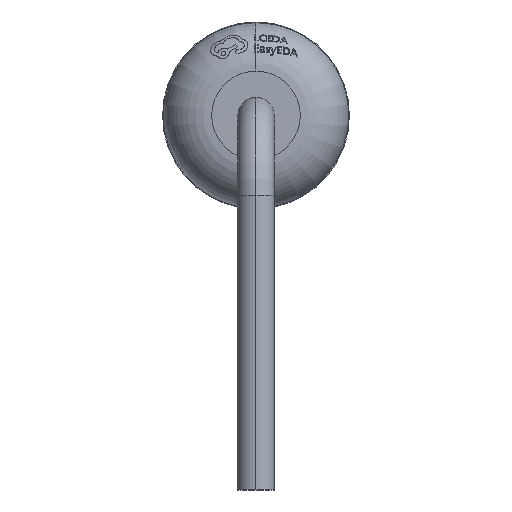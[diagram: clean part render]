
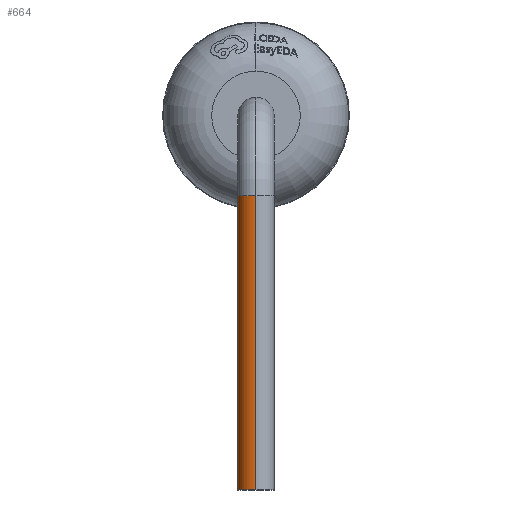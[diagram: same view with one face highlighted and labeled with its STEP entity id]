
A CAD part, left-side view. The second image highlights one B-rep face of the part: STEP entity #664.
In plain terms, the highlighted cylindrical face has radius 0.225 mm (diameter 0.45 mm), a partial arc.
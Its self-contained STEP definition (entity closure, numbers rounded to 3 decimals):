
#14 = CARTESIAN_POINT ( 'NONE',  ( -5.25, 0., 0.16 ) ) ;
#423 = EDGE_CURVE ( 'NONE', #4101, #671, #11727, .T. ) ;
#664 = ADVANCED_FACE ( 'NONE', ( #7747 ), #5030, .T. ) ;
#671 = VERTEX_POINT ( 'NONE', #9239 ) ;
#915 = DIRECTION ( 'NONE',  ( -1., 0., 0. ) ) ;
#1370 = CARTESIAN_POINT ( 'NONE',  ( -5.475, 0., 0.16 ) ) ;
#1412 = DIRECTION ( 'NONE',  ( 0., 0., 1. ) ) ;
#1823 = AXIS2_PLACEMENT_3D ( 'NONE', #12157, #1412, #6253 ) ;
#2377 = DIRECTION ( 'NONE',  ( 0., 0., 1. ) ) ;
#3817 = EDGE_CURVE ( 'NONE', #14036, #671, #14769, .T. ) ;
#4101 = VERTEX_POINT ( 'NONE', #1370 ) ;
#4128 = AXIS2_PLACEMENT_3D ( 'NONE', #14, #2377, #10536 ) ;
#5013 = ORIENTED_EDGE ( 'NONE', *, *, #9385, .T. ) ;
#5030 = CYLINDRICAL_SURFACE ( 'NONE', #5061, 0.225 ) ;
#5061 = AXIS2_PLACEMENT_3D ( 'NONE', #15222, #12998, #915 ) ;
#5450 = VERTEX_POINT ( 'NONE', #12797 ) ;
#6253 = DIRECTION ( 'NONE',  ( 1., 0., 0. ) ) ;
#6752 = VECTOR ( 'NONE', #9235, 1000. ) ;
#7747 = FACE_OUTER_BOUND ( 'NONE', #14329, .T. ) ;
#7977 = CARTESIAN_POINT ( 'NONE',  ( -5.475, 0., 0.16 ) ) ;
#8483 = ORIENTED_EDGE ( 'NONE', *, *, #8675, .F. ) ;
#8675 = EDGE_CURVE ( 'NONE', #5450, #4101, #9206, .T. ) ;
#9206 = CIRCLE ( 'NONE', #4128, 0.225 ) ;
#9235 = DIRECTION ( 'NONE',  ( 0., 0., -1. ) ) ;
#9239 = CARTESIAN_POINT ( 'NONE',  ( -5.475, 0., -3.49 ) ) ;
#9385 = EDGE_CURVE ( 'NONE', #5450, #14036, #15542, .T. ) ;
#10536 = DIRECTION ( 'NONE',  ( 1., 0., 0. ) ) ;
#10616 = CARTESIAN_POINT ( 'NONE',  ( -5.025, 0., 0.16 ) ) ;
#11727 = LINE ( 'NONE', #7977, #6752 ) ;
#11767 = VECTOR ( 'NONE', #12854, 1000. ) ;
#12157 = CARTESIAN_POINT ( 'NONE',  ( -5.25, 0., -3.49 ) ) ;
#12383 = ORIENTED_EDGE ( 'NONE', *, *, #423, .F. ) ;
#12797 = CARTESIAN_POINT ( 'NONE',  ( -5.025, 0., 0.16 ) ) ;
#12854 = DIRECTION ( 'NONE',  ( 0., 0., -1. ) ) ;
#12998 = DIRECTION ( 'NONE',  ( 0., 0., -1. ) ) ;
#14036 = VERTEX_POINT ( 'NONE', #14708 ) ;
#14081 = ORIENTED_EDGE ( 'NONE', *, *, #3817, .T. ) ;
#14329 = EDGE_LOOP ( 'NONE', ( #8483, #5013, #14081, #12383 ) ) ;
#14708 = CARTESIAN_POINT ( 'NONE',  ( -5.025, 0., -3.49 ) ) ;
#14769 = CIRCLE ( 'NONE', #1823, 0.225 ) ;
#15222 = CARTESIAN_POINT ( 'NONE',  ( -5.25, 0., 0.16 ) ) ;
#15542 = LINE ( 'NONE', #10616, #11767 ) ;
